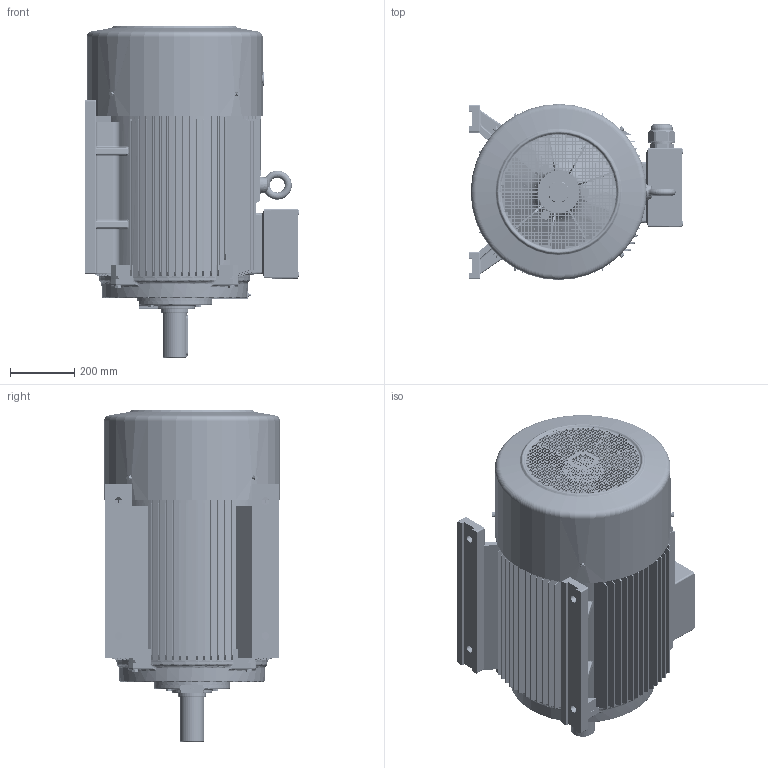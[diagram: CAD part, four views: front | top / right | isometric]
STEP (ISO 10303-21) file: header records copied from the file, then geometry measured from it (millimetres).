
FILE_DESCRIPTION(/* description */ (''),/* implementation_level */ '2;1');
FILE_NAME(/* name */ 'JM1-280M-4.6.8-B3.stp',/* time_stamp */ '2018-12-30T19:18:31+08:00',/* author */ (''),/* organization */ (''),/* preprocessor_version */ 'ST-DEVELOPER v16.7',/* originating_system */ 'SIEMENS PLM Software NX 12.0',/* authorisation */ '');
FILE_SCHEMA (('AP203_CONFIGURATION_CONTROLLED_3D_DESIGN_OF_MECHANICAL_PARTS_AND_ASSEMBLIES_MIM_LF { 1 0 10303 403 2 1 2}'));
Length unit declared in the file: millimetre
Products named in the file (1): JM1-280M-4.6.8-B3
Bounding box: 667.8 x 547 x 1032.48 mm (x, y, z)
Volume: 42308780.8 mm3; surface area: 8568917 mm2
Topology: 62 solids, 62 shells, 10125 faces, 28940 edges, 19016 vertices
Faces by surface type: plane 4675, cylinder 4388, cone 420, torus 316, bspline 300, sphere 26
Full cylindrical faces by diameter (mm): 2 x2, 7.188 x4, 8 x8, 8.4 x4, 9 x2, 9.026 x8, 10 x12, 10.863 x8, 11.2 x8, 12 x18, 12.6 x8, 16 x4, 20 x1, 24 x4, 43.312 x2, 51.188 x4, 61.031 x12, 63 x4, 64.969 x12, 67.922 x2, 83.672 x2, 85 x4, 110 x4, 180 x2, 235 x4, 440 x2, 456 x2
Entity records: 376911 total; most frequent: CARTESIAN_POINT 84451, ORIENTED_EDGE 56940, DIRECTION 55492, EDGE_CURVE 28470, AXIS2_PLACEMENT_3D 19503, VERTEX_POINT 18864, LINE 16486, VECTOR 16486
